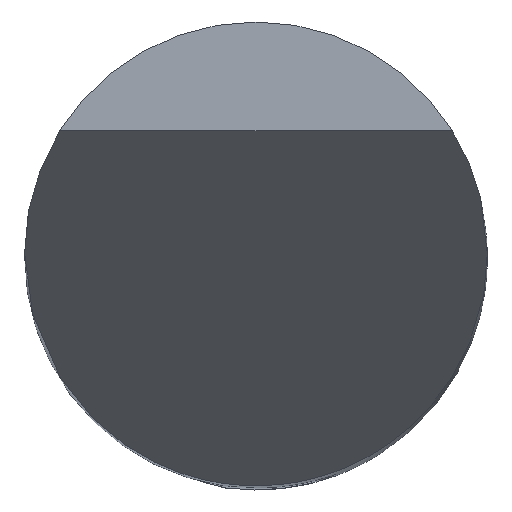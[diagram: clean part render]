
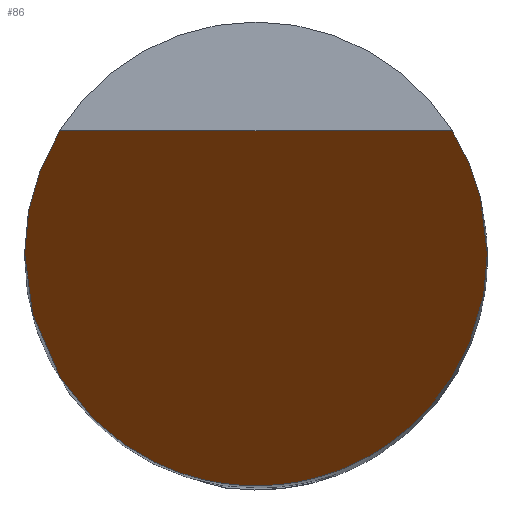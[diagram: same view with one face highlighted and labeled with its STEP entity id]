
A CAD part, top view. The second image highlights one B-rep face of the part: STEP entity #86.
In plain terms, the highlighted planar face has unit normal (0, -0.866, 0.5).
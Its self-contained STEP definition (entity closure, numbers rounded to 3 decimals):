
#86=ADVANCED_FACE('',(#125),#103,.F.);
#103=PLANE('',#527);
#125=FACE_OUTER_BOUND('',#150,.T.);
#150=EDGE_LOOP('',(#246,#247,#248,#249));
#246=ORIENTED_EDGE('',*,*,#378,.T.);
#247=ORIENTED_EDGE('',*,*,#357,.T.);
#248=ORIENTED_EDGE('',*,*,#374,.T.);
#249=ORIENTED_EDGE('',*,*,#359,.T.);
#307=VERTEX_POINT('',#852);
#308=VERTEX_POINT('',#857);
#309=VERTEX_POINT('',#859);
#310=VERTEX_POINT('',#864);
#357=EDGE_CURVE('',#308,#307,#465,.T.);
#359=EDGE_CURVE('',#310,#309,#466,.T.);
#374=EDGE_CURVE('',#307,#310,#470,.T.);
#378=EDGE_CURVE('',#309,#308,#409,.T.);
#409=LINE('',#970,#437);
#437=VECTOR('',#607,1.);
#465=(
BOUNDED_CURVE()
B_SPLINE_CURVE(3,(#853,#854,#855,#856),.UNSPECIFIED.,.F.,.F.)
B_SPLINE_CURVE_WITH_KNOTS((4,4),(0.,1.),.UNSPECIFIED.)
CURVE()
GEOMETRIC_REPRESENTATION_ITEM()
RATIONAL_B_SPLINE_CURVE((1.,0.974,0.974,1.))
REPRESENTATION_ITEM('')
);
#466=(
BOUNDED_CURVE()
B_SPLINE_CURVE(3,(#860,#861,#862,#863),.UNSPECIFIED.,.F.,.F.)
B_SPLINE_CURVE_WITH_KNOTS((4,4),(0.,1.),.UNSPECIFIED.)
CURVE()
GEOMETRIC_REPRESENTATION_ITEM()
RATIONAL_B_SPLINE_CURVE((1.,0.974,0.974,1.))
REPRESENTATION_ITEM('')
);
#470=(
BOUNDED_CURVE()
B_SPLINE_CURVE(3,(#943,#944,#945,#946),.UNSPECIFIED.,.F.,.F.)
B_SPLINE_CURVE_WITH_KNOTS((4,4),(0.,1.),.UNSPECIFIED.)
CURVE()
GEOMETRIC_REPRESENTATION_ITEM()
RATIONAL_B_SPLINE_CURVE((1.,0.333,0.333,1.))
REPRESENTATION_ITEM('')
);
#527=AXIS2_PLACEMENT_3D('',#972,#610,#611);
#607=DIRECTION('',(-1.,0.,0.));
#610=DIRECTION('',(0.,0.866,-0.5));
#611=DIRECTION('',(0.,0.5,0.866));
#852=CARTESIAN_POINT('',(-3.,0.,0.));
#853=CARTESIAN_POINT('',(-2.545,1.588,2.75));
#854=CARTESIAN_POINT('',(-2.844,1.108,1.92));
#855=CARTESIAN_POINT('',(-3.,0.565,0.979));
#856=CARTESIAN_POINT('',(-3.,0.,0.));
#857=CARTESIAN_POINT('',(-2.545,1.588,2.75));
#859=CARTESIAN_POINT('',(2.545,1.588,2.75));
#860=CARTESIAN_POINT('',(3.,0.,0.));
#861=CARTESIAN_POINT('',(3.,0.565,0.979));
#862=CARTESIAN_POINT('',(2.844,1.108,1.92));
#863=CARTESIAN_POINT('',(2.545,1.588,2.75));
#864=CARTESIAN_POINT('',(3.,0.,0.));
#943=CARTESIAN_POINT('',(-3.,0.,0.));
#944=CARTESIAN_POINT('',(-3.,-6.,-10.392));
#945=CARTESIAN_POINT('',(3.,-6.,-10.392));
#946=CARTESIAN_POINT('',(3.,0.,0.));
#970=CARTESIAN_POINT('',(0.,1.588,2.75));
#972=CARTESIAN_POINT('',(3.,-3.,-5.196));
